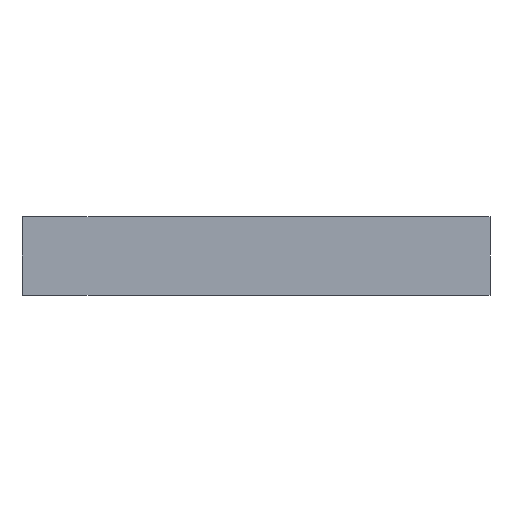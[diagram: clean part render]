
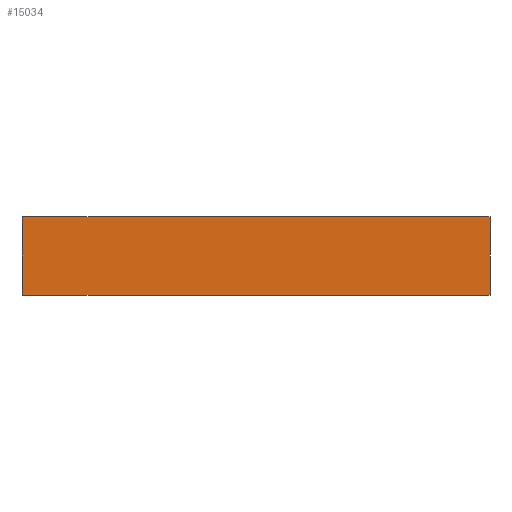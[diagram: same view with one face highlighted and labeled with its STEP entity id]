
A CAD part, front view. The second image highlights one B-rep face of the part: STEP entity #15034.
In plain terms, the highlighted planar face has unit normal (0, -1, 0).
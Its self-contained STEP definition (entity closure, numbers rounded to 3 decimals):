
#13904 = PLANE('',#13905);
#13905 = AXIS2_PLACEMENT_3D('',#13906,#13907,#13908);
#13906 = CARTESIAN_POINT('',(0.,0.,1.6)
  );
#13907 = DIRECTION('',(0.,0.,1.));
#13908 = DIRECTION('',(0.,1.,0.));
#13934 = PLANE('',#13935);
#13935 = AXIS2_PLACEMENT_3D('',#13936,#13937,#13938);
#13936 = CARTESIAN_POINT('',(0.,0.,-1.6
    ));
#13937 = DIRECTION('',(0.,0.,-1.));
#13938 = DIRECTION('',(-1.,0.,0.));
#14323 = EDGE_CURVE('',#14324,#14326,#14328,.T.);
#14324 = VERTEX_POINT('',#14325);
#14325 = CARTESIAN_POINT('',(9.5,-82.5,1.6));
#14326 = VERTEX_POINT('',#14327);
#14327 = CARTESIAN_POINT('',(-9.5,-82.5,1.6));
#14328 = SURFACE_CURVE('',#14329,(#14333,#14340),.PCURVE_S1.);
#14329 = LINE('',#14330,#14331);
#14330 = CARTESIAN_POINT('',(9.5,-82.5,1.6));
#14331 = VECTOR('',#14332,1.);
#14332 = DIRECTION('',(-1.,0.,0.));
#14333 = PCURVE('',#13904,#14334);
#14334 = DEFINITIONAL_REPRESENTATION('',(#14335),#14339);
#14335 = LINE('',#14336,#14337);
#14336 = CARTESIAN_POINT('',(-82.5,-9.5));
#14337 = VECTOR('',#14338,1.);
#14338 = DIRECTION('',(0.,1.));
#14339 = ( GEOMETRIC_REPRESENTATION_CONTEXT(2) 
PARAMETRIC_REPRESENTATION_CONTEXT() REPRESENTATION_CONTEXT('2D SPACE',''
  ) );
#14340 = PCURVE('',#14341,#14346);
#14341 = PLANE('',#14342);
#14342 = AXIS2_PLACEMENT_3D('',#14343,#14344,#14345);
#14343 = CARTESIAN_POINT('',(0.,-82.5,0.));
#14344 = DIRECTION('',(0.,-1.,0.));
#14345 = DIRECTION('',(0.,0.,-1.));
#14346 = DEFINITIONAL_REPRESENTATION('',(#14347),#14351);
#14347 = LINE('',#14348,#14349);
#14348 = CARTESIAN_POINT('',(-1.6,9.5));
#14349 = VECTOR('',#14350,1.);
#14350 = DIRECTION('',(0.,-1.));
#14351 = ( GEOMETRIC_REPRESENTATION_CONTEXT(2) 
PARAMETRIC_REPRESENTATION_CONTEXT() REPRESENTATION_CONTEXT('2D SPACE',''
  ) );
#14369 = PLANE('',#14370);
#14370 = AXIS2_PLACEMENT_3D('',#14371,#14372,#14373);
#14371 = CARTESIAN_POINT('',(9.5,-70.,0.));
#14372 = DIRECTION('',(1.,0.,0.));
#14373 = DIRECTION('',(0.,0.,1.));
#14628 = PLANE('',#14629);
#14629 = AXIS2_PLACEMENT_3D('',#14630,#14631,#14632);
#14630 = CARTESIAN_POINT('',(-9.5,-70.,0.));
#14631 = DIRECTION('',(-1.,0.,0.));
#14632 = DIRECTION('',(0.,0.,-1.));
#14692 = EDGE_CURVE('',#14693,#14695,#14697,.T.);
#14693 = VERTEX_POINT('',#14694);
#14694 = CARTESIAN_POINT('',(-9.5,-82.5,-1.6));
#14695 = VERTEX_POINT('',#14696);
#14696 = CARTESIAN_POINT('',(9.5,-82.5,-1.6));
#14697 = SURFACE_CURVE('',#14698,(#14702,#14709),.PCURVE_S1.);
#14698 = LINE('',#14699,#14700);
#14699 = CARTESIAN_POINT('',(-9.5,-82.5,-1.6));
#14700 = VECTOR('',#14701,1.);
#14701 = DIRECTION('',(1.,-0.,0.));
#14702 = PCURVE('',#13934,#14703);
#14703 = DEFINITIONAL_REPRESENTATION('',(#14704),#14708);
#14704 = LINE('',#14705,#14706);
#14705 = CARTESIAN_POINT('',(9.5,-82.5));
#14706 = VECTOR('',#14707,1.);
#14707 = DIRECTION('',(-1.,0.));
#14708 = ( GEOMETRIC_REPRESENTATION_CONTEXT(2) 
PARAMETRIC_REPRESENTATION_CONTEXT() REPRESENTATION_CONTEXT('2D SPACE',''
  ) );
#14709 = PCURVE('',#14341,#14710);
#14710 = DEFINITIONAL_REPRESENTATION('',(#14711),#14715);
#14711 = LINE('',#14712,#14713);
#14712 = CARTESIAN_POINT('',(1.6,-9.5));
#14713 = VECTOR('',#14714,1.);
#14714 = DIRECTION('',(0.,1.));
#14715 = ( GEOMETRIC_REPRESENTATION_CONTEXT(2) 
PARAMETRIC_REPRESENTATION_CONTEXT() REPRESENTATION_CONTEXT('2D SPACE',''
  ) );
#15034 = ADVANCED_FACE('',(#15035),#14341,.T.);
#15035 = FACE_BOUND('',#15036,.T.);
#15036 = EDGE_LOOP('',(#15037,#15038,#15059,#15060));
#15037 = ORIENTED_EDGE('',*,*,#14692,.T.);
#15038 = ORIENTED_EDGE('',*,*,#15039,.F.);
#15039 = EDGE_CURVE('',#14324,#14695,#15040,.T.);
#15040 = SURFACE_CURVE('',#15041,(#15045,#15052),.PCURVE_S1.);
#15041 = LINE('',#15042,#15043);
#15042 = CARTESIAN_POINT('',(9.5,-82.5,1.6));
#15043 = VECTOR('',#15044,1.);
#15044 = DIRECTION('',(0.,0.,-1.));
#15045 = PCURVE('',#14341,#15046);
#15046 = DEFINITIONAL_REPRESENTATION('',(#15047),#15051);
#15047 = LINE('',#15048,#15049);
#15048 = CARTESIAN_POINT('',(-1.6,9.5));
#15049 = VECTOR('',#15050,1.);
#15050 = DIRECTION('',(1.,0.));
#15051 = ( GEOMETRIC_REPRESENTATION_CONTEXT(2) 
PARAMETRIC_REPRESENTATION_CONTEXT() REPRESENTATION_CONTEXT('2D SPACE',''
  ) );
#15052 = PCURVE('',#14369,#15053);
#15053 = DEFINITIONAL_REPRESENTATION('',(#15054),#15058);
#15054 = LINE('',#15055,#15056);
#15055 = CARTESIAN_POINT('',(1.6,12.5));
#15056 = VECTOR('',#15057,1.);
#15057 = DIRECTION('',(-1.,0.));
#15058 = ( GEOMETRIC_REPRESENTATION_CONTEXT(2) 
PARAMETRIC_REPRESENTATION_CONTEXT() REPRESENTATION_CONTEXT('2D SPACE',''
  ) );
#15059 = ORIENTED_EDGE('',*,*,#14323,.T.);
#15060 = ORIENTED_EDGE('',*,*,#15061,.T.);
#15061 = EDGE_CURVE('',#14326,#14693,#15062,.T.);
#15062 = SURFACE_CURVE('',#15063,(#15067,#15074),.PCURVE_S1.);
#15063 = LINE('',#15064,#15065);
#15064 = CARTESIAN_POINT('',(-9.5,-82.5,1.6));
#15065 = VECTOR('',#15066,1.);
#15066 = DIRECTION('',(0.,0.,-1.));
#15067 = PCURVE('',#14341,#15068);
#15068 = DEFINITIONAL_REPRESENTATION('',(#15069),#15073);
#15069 = LINE('',#15070,#15071);
#15070 = CARTESIAN_POINT('',(-1.6,-9.5));
#15071 = VECTOR('',#15072,1.);
#15072 = DIRECTION('',(1.,0.));
#15073 = ( GEOMETRIC_REPRESENTATION_CONTEXT(2) 
PARAMETRIC_REPRESENTATION_CONTEXT() REPRESENTATION_CONTEXT('2D SPACE',''
  ) );
#15074 = PCURVE('',#14628,#15075);
#15075 = DEFINITIONAL_REPRESENTATION('',(#15076),#15080);
#15076 = LINE('',#15077,#15078);
#15077 = CARTESIAN_POINT('',(-1.6,12.5));
#15078 = VECTOR('',#15079,1.);
#15079 = DIRECTION('',(1.,0.));
#15080 = ( GEOMETRIC_REPRESENTATION_CONTEXT(2) 
PARAMETRIC_REPRESENTATION_CONTEXT() REPRESENTATION_CONTEXT('2D SPACE',''
  ) );
